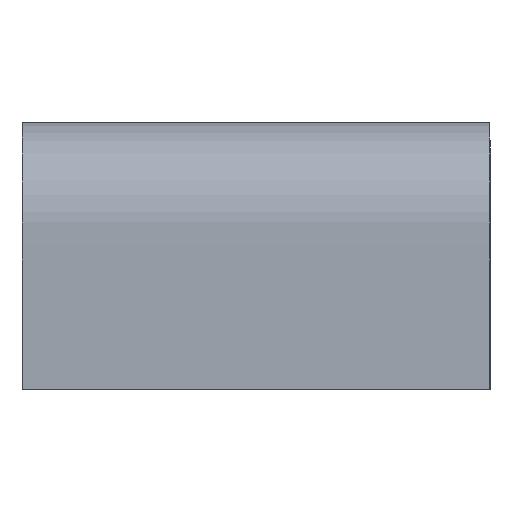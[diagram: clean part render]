
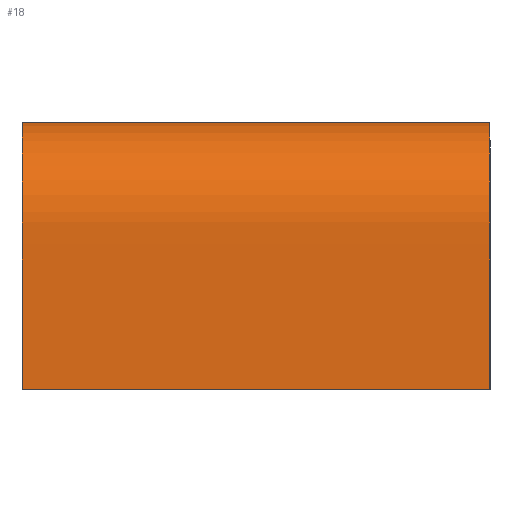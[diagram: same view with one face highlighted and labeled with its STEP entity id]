
A CAD part, left-side view. The second image highlights one B-rep face of the part: STEP entity #18.
In plain terms, the highlighted free-form (B-spline) face has degree [1, 2] with [2, 11] control points.
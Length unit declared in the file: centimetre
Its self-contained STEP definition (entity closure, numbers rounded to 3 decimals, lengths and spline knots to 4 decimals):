
#18=ADVANCED_FACE($,(#25),#91,.T.);
#25=FACE_OUTER_BOUND($,#32,.T.);
#32=EDGE_LOOP($,(#53,#54,#55,#56));
#53=ORIENTED_EDGE($,*,*,#70,.T.);
#54=ORIENTED_EDGE($,*,*,#77,.T.);
#55=ORIENTED_EDGE($,*,*,#74,.F.);
#56=ORIENTED_EDGE($,*,*,#78,.F.);
#70=EDGE_CURVE($,#84,#83,#109,.T.);
#74=EDGE_CURVE($,#88,#87,#111,.T.);
#77=EDGE_CURVE($,#83,#87,#103,.T.);
#78=EDGE_CURVE($,#84,#88,#104,.T.);
#83=VERTEX_POINT($,#331);
#84=VERTEX_POINT($,#332);
#87=VERTEX_POINT($,#335);
#88=VERTEX_POINT($,#336);
#91=(
BOUNDED_SURFACE()
B_SPLINE_SURFACE(1,2,((#295,#296,#297,#298,#299,#300,#301,#302,#303,#304,
#305),(#306,#307,#308,#309,#310,#311,#312,#313,#314,#315,#316)),.UNSPECIFIED.,
.F.,.F.,.F.)
B_SPLINE_SURFACE_WITH_KNOTS((2,2),(3,2,2,2,2,3),(0.,70.),(584.7964,
608.7964,633.9292,731.9292,757.0619,781.0619),
.UNSPECIFIED.)
GEOMETRIC_REPRESENTATION_ITEM()
RATIONAL_B_SPLINE_SURFACE(((1.,1.,1.,0.707,1.,1.,1.,0.707,
1.,1.,1.),(1.,1.,1.,0.707,1.,1.,1.,0.707,1.,1.,1.)))
REPRESENTATION_ITEM($)
SURFACE()
);
#103=B_SPLINE_CURVE_WITH_KNOTS($,1,(#272,#273),.UNSPECIFIED.,.F.,.F.,(2,
2),(0.,70.),.UNSPECIFIED.);
#104=B_SPLINE_CURVE_WITH_KNOTS($,1,(#274,#275),.UNSPECIFIED.,.F.,.F.,(2,
2),(0.,70.),.UNSPECIFIED.);
#109=(
BOUNDED_CURVE()
B_SPLINE_CURVE(2,(#235,#236,#237,#238,#239,#240,#241,#242,#243,#244,#245),
.UNSPECIFIED.,.F.,.F.)
B_SPLINE_CURVE_WITH_KNOTS((3,2,2,2,2,3),(-781.0619,-757.0619,
-731.9292,-633.9292,-608.7964,-584.7964),.UNSPECIFIED.)
CURVE()
GEOMETRIC_REPRESENTATION_ITEM()
RATIONAL_B_SPLINE_CURVE((1.,1.,1.,0.707,1.,1.,1.,0.707,
1.,1.,1.))
REPRESENTATION_ITEM($)
);
#111=(
BOUNDED_CURVE()
B_SPLINE_CURVE(2,(#257,#258,#259,#260,#261,#262,#263,#264,#265,#266,#267),
.UNSPECIFIED.,.F.,.F.)
B_SPLINE_CURVE_WITH_KNOTS((3,2,2,2,2,3),(-781.0619,-757.0619,
-731.9292,-633.9292,-608.7964,-584.7964),.UNSPECIFIED.)
CURVE()
GEOMETRIC_REPRESENTATION_ITEM()
RATIONAL_B_SPLINE_CURVE((1.,1.,1.,0.707,1.,1.,1.,0.707,
1.,1.,1.))
REPRESENTATION_ITEM($)
);
#235=CARTESIAN_POINT($,(0.,0.,0.));
#236=CARTESIAN_POINT($,(0.,0.,12.));
#237=CARTESIAN_POINT($,(0.,0.,24.));
#238=CARTESIAN_POINT($,(0.,0.,40.));
#239=CARTESIAN_POINT($,(16.,0.,40.));
#240=CARTESIAN_POINT($,(65.,0.,40.));
#241=CARTESIAN_POINT($,(114.,0.,40.));
#242=CARTESIAN_POINT($,(130.,0.,40.));
#243=CARTESIAN_POINT($,(130.,0.,24.));
#244=CARTESIAN_POINT($,(130.,0.,12.));
#245=CARTESIAN_POINT($,(130.,0.,0.));
#257=CARTESIAN_POINT($,(0.,70.,0.));
#258=CARTESIAN_POINT($,(0.,70.,12.));
#259=CARTESIAN_POINT($,(0.,70.,24.));
#260=CARTESIAN_POINT($,(0.,70.,40.));
#261=CARTESIAN_POINT($,(16.,70.,40.));
#262=CARTESIAN_POINT($,(65.,70.,40.));
#263=CARTESIAN_POINT($,(114.,70.,40.));
#264=CARTESIAN_POINT($,(130.,70.,40.));
#265=CARTESIAN_POINT($,(130.,70.,24.));
#266=CARTESIAN_POINT($,(130.,70.,12.));
#267=CARTESIAN_POINT($,(130.,70.,0.));
#272=CARTESIAN_POINT($,(130.,0.,0.));
#273=CARTESIAN_POINT($,(130.,70.,0.));
#274=CARTESIAN_POINT($,(0.,0.,0.));
#275=CARTESIAN_POINT($,(0.,70.,0.));
#295=CARTESIAN_POINT($,(130.,0.,0.));
#296=CARTESIAN_POINT($,(130.,0.,12.));
#297=CARTESIAN_POINT($,(130.,0.,24.));
#298=CARTESIAN_POINT($,(130.,0.,40.));
#299=CARTESIAN_POINT($,(114.,0.,40.));
#300=CARTESIAN_POINT($,(65.,0.,40.));
#301=CARTESIAN_POINT($,(16.,0.,40.));
#302=CARTESIAN_POINT($,(0.,0.,40.));
#303=CARTESIAN_POINT($,(0.,0.,24.));
#304=CARTESIAN_POINT($,(0.,0.,12.));
#305=CARTESIAN_POINT($,(0.,0.,0.));
#306=CARTESIAN_POINT($,(130.,70.,0.));
#307=CARTESIAN_POINT($,(130.,70.,12.));
#308=CARTESIAN_POINT($,(130.,70.,24.));
#309=CARTESIAN_POINT($,(130.,70.,40.));
#310=CARTESIAN_POINT($,(114.,70.,40.));
#311=CARTESIAN_POINT($,(65.,70.,40.));
#312=CARTESIAN_POINT($,(16.,70.,40.));
#313=CARTESIAN_POINT($,(0.,70.,40.));
#314=CARTESIAN_POINT($,(0.,70.,24.));
#315=CARTESIAN_POINT($,(0.,70.,12.));
#316=CARTESIAN_POINT($,(0.,70.,0.));
#331=CARTESIAN_POINT($,(130.,0.,0.));
#332=CARTESIAN_POINT($,(0.,0.,0.));
#335=CARTESIAN_POINT($,(130.,70.,0.));
#336=CARTESIAN_POINT($,(0.,70.,0.));
